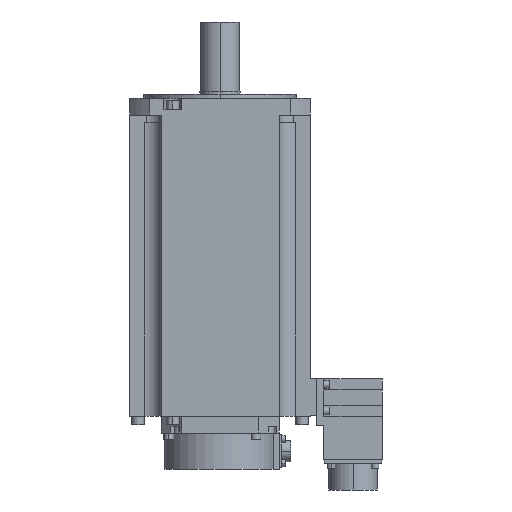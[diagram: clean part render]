
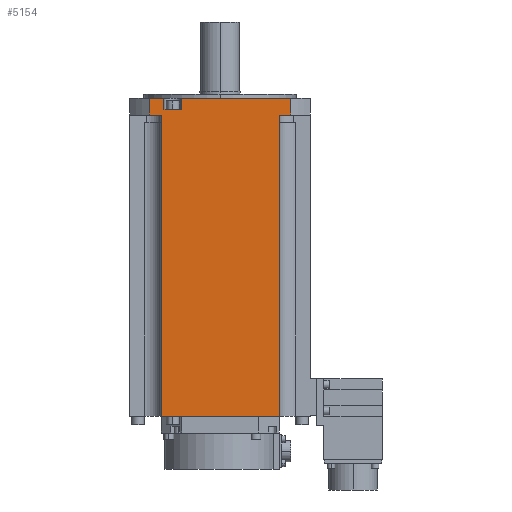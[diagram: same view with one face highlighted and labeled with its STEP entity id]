
A CAD part, left-side view. The second image highlights one B-rep face of the part: STEP entity #5154.
In plain terms, the highlighted planar face has unit normal (-1, 0, 0).
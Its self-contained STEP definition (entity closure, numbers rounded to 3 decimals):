
#1015=DIRECTION('',(0.,-1.,0.));
#1016=VECTOR('',#1015,78.656);
#1017=CARTESIAN_POINT('',(-65.,27.85,0.));
#1018=LINE('',#1017,#1016);
#1019=DIRECTION('',(0.,1.,0.));
#1020=VECTOR('',#1019,8.306);
#1021=CARTESIAN_POINT('',(-65.,-50.806,-12.));
#1022=LINE('',#1021,#1020);
#1023=DIRECTION('',(0.,0.,-1.));
#1024=VECTOR('',#1023,216.8);
#1025=CARTESIAN_POINT('',(-65.,-42.5,-12.));
#1026=LINE('',#1025,#1024);
#1027=DIRECTION('',(0.,1.,0.));
#1028=VECTOR('',#1027,85.);
#1029=CARTESIAN_POINT('',(-65.,-42.5,-228.8));
#1030=LINE('',#1029,#1028);
#1031=DIRECTION('',(0.,0.,1.));
#1032=VECTOR('',#1031,216.8);
#1033=CARTESIAN_POINT('',(-65.,42.5,-228.8));
#1034=LINE('',#1033,#1032);
#1035=DIRECTION('',(0.,1.,0.));
#1036=VECTOR('',#1035,8.306);
#1037=CARTESIAN_POINT('',(-65.,42.5,-12.));
#1038=LINE('',#1037,#1036);
#1039=DIRECTION('',(0.,0.,1.));
#1040=VECTOR('',#1039,12.);
#1041=CARTESIAN_POINT('',(-65.,50.806,-12.));
#1042=LINE('',#1041,#1040);
#1043=DIRECTION('',(0.,-1.,0.));
#1044=VECTOR('',#1043,10.456);
#1045=CARTESIAN_POINT('',(-65.,50.806,0.));
#1046=LINE('',#1045,#1044);
#1047=DIRECTION('',(0.,1.,0.));
#1048=VECTOR('',#1047,12.5);
#1049=CARTESIAN_POINT('',(-65.,27.85,-8.));
#1050=LINE('',#1049,#1048);
#1074=DIRECTION('',(0.,0.,1.));
#1075=VECTOR('',#1074,8.);
#1076=CARTESIAN_POINT('',(-65.,40.35,-8.));
#1077=LINE('',#1076,#1075);
#1086=DIRECTION('',(0.,0.,-1.));
#1087=VECTOR('',#1086,8.);
#1088=CARTESIAN_POINT('',(-65.,27.85,0.));
#1089=LINE('',#1088,#1087);
#1116=DIRECTION('',(0.,0.,1.));
#1117=VECTOR('',#1116,12.);
#1118=CARTESIAN_POINT('',(-65.,-50.806,-12.));
#1119=LINE('',#1118,#1117);
#2869=CARTESIAN_POINT('',(-65.,-50.806,0.));
#2870=VERTEX_POINT('',#2869);
#2871=CARTESIAN_POINT('',(-65.,27.85,0.));
#2872=VERTEX_POINT('',#2871);
#2877=CARTESIAN_POINT('',(-65.,40.35,0.));
#2878=VERTEX_POINT('',#2877);
#2879=CARTESIAN_POINT('',(-65.,50.806,0.));
#2880=VERTEX_POINT('',#2879);
#2929=CARTESIAN_POINT('',(-65.,-42.5,-12.));
#2930=VERTEX_POINT('',#2929);
#2933=CARTESIAN_POINT('',(-65.,42.5,-228.8));
#2935=VERTEX_POINT('',#2933);
#2937=CARTESIAN_POINT('',(-65.,-42.5,-228.8));
#2938=VERTEX_POINT('',#2937);
#2997=CARTESIAN_POINT('',(-65.,42.5,-12.));
#2998=VERTEX_POINT('',#2997);
#3035=CARTESIAN_POINT('',(-65.,50.806,-12.));
#3036=VERTEX_POINT('',#3035);
#3037=CARTESIAN_POINT('',(-65.,27.85,-8.));
#3038=CARTESIAN_POINT('',(-65.,40.35,-8.));
#3039=VERTEX_POINT('',#3037);
#3040=VERTEX_POINT('',#3038);
#3041=CARTESIAN_POINT('',(-65.,-50.806,-12.));
#3042=VERTEX_POINT('',#3041);
#5129=CARTESIAN_POINT('',(-65.,0.,-114.4));
#5130=DIRECTION('',(1.,0.,0.));
#5131=DIRECTION('',(0.,-1.,0.));
#5132=AXIS2_PLACEMENT_3D('',#5129,#5130,#5131);
#5133=PLANE('',#5132);
#5135=ORIENTED_EDGE('',*,*,#5134,.F.);
#5137=ORIENTED_EDGE('',*,*,#5136,.F.);
#5138=ORIENTED_EDGE('',*,*,#3747,.T.);
#5140=ORIENTED_EDGE('',*,*,#5139,.F.);
#5142=ORIENTED_EDGE('',*,*,#5141,.T.);
#5144=ORIENTED_EDGE('',*,*,#5143,.T.);
#5145=ORIENTED_EDGE('',*,*,#4819,.T.);
#5146=ORIENTED_EDGE('',*,*,#4905,.T.);
#5147=ORIENTED_EDGE('',*,*,#4969,.T.);
#5148=ORIENTED_EDGE('',*,*,#5124,.T.);
#5149=ORIENTED_EDGE('',*,*,#3755,.T.);
#5151=ORIENTED_EDGE('',*,*,#5150,.F.);
#5152=EDGE_LOOP('',(#5135,#5137,#5138,#5140,#5142,#5144,#5145,#5146,#5147,#5148,
#5149,#5151));
#5153=FACE_OUTER_BOUND('',#5152,.F.);
#5154=ADVANCED_FACE('',(#5153),#5133,.F.);
#3747=EDGE_CURVE('',#2872,#2870,#1018,.T.);
#3755=EDGE_CURVE('',#2880,#2878,#1046,.T.);
#4819=EDGE_CURVE('',#2938,#2935,#1030,.T.);
#4905=EDGE_CURVE('',#2935,#2998,#1034,.T.);
#4969=EDGE_CURVE('',#2998,#3036,#1038,.T.);
#5124=EDGE_CURVE('',#3036,#2880,#1042,.T.);
#5134=EDGE_CURVE('',#3039,#3040,#1050,.T.);
#5136=EDGE_CURVE('',#2872,#3039,#1089,.T.);
#5139=EDGE_CURVE('',#3042,#2870,#1119,.T.);
#5141=EDGE_CURVE('',#3042,#2930,#1022,.T.);
#5143=EDGE_CURVE('',#2930,#2938,#1026,.T.);
#5150=EDGE_CURVE('',#3040,#2878,#1077,.T.);
